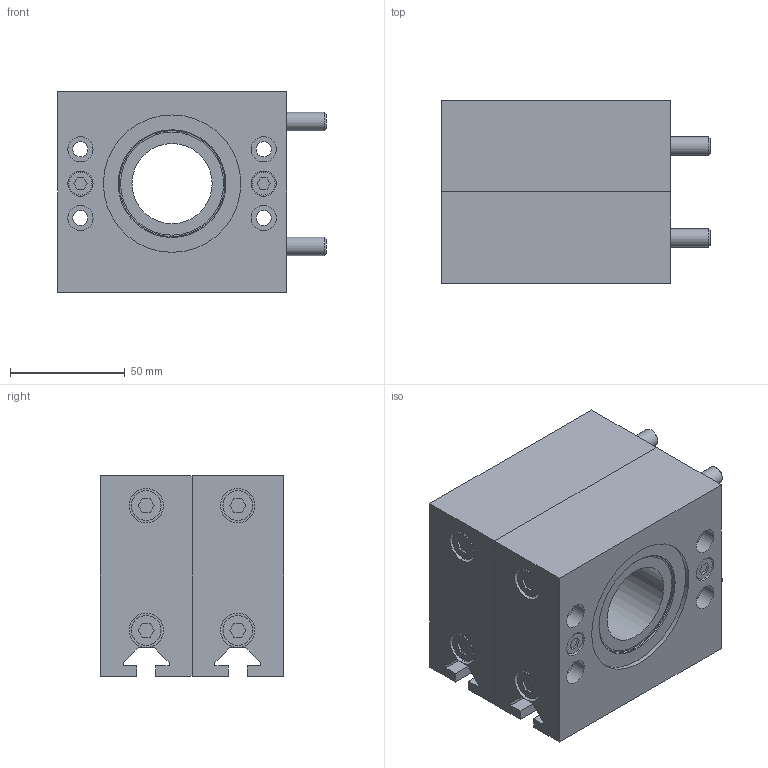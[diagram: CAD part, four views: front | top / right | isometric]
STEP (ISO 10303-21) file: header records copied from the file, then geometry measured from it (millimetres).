
FILE_DESCRIPTION((''),'2;1');
FILE_NAME('SL9810S.ipt.step','2007-09-10T15:15:07',(''),(''),'Autodesk Inventor 11','Autodesk Inventor 11','');
FILE_SCHEMA(('AUTOMOTIVE_DESIGN { 1 0 10303 214 1 1 1 1 }'));
Length unit declared in the file: millimetre
Products named in the file (1): SL9810S
Bounding box: 117.4 x 80 x 87.5 mm (x, y, z)
Volume: 554893.8 mm3; surface area: 79792 mm2
Topology: 1 solids, 1 shells, 154 faces, 342 edges, 225 vertices
Faces by surface type: plane 82, bspline 49, cylinder 19, cone 4
Full cylindrical faces by diameter (mm): 8 x4, 10 x2, 11 x6, 13 x2, 15 x2, 35 x1, 47 x1, 60 x1
Entity records: 4305 total; most frequent: CARTESIAN_POINT 1072, ORIENTED_EDGE 606, DIRECTION 592, EDGE_CURVE 303, EDGE_LOOP 238, VECTOR 226, LINE 226, VERTEX_POINT 225
